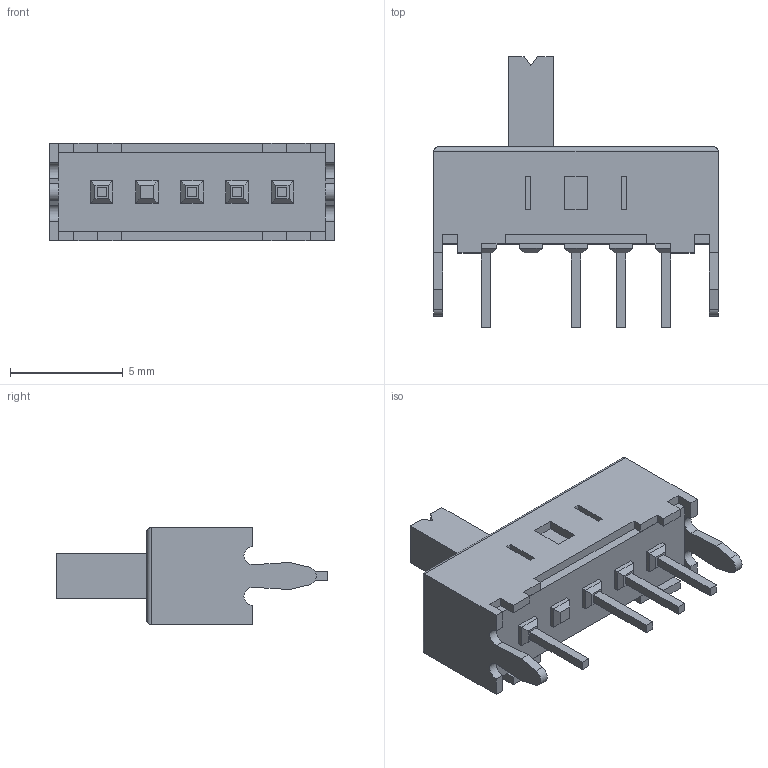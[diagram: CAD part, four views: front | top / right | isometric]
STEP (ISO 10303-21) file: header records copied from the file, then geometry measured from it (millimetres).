
FILE_DESCRIPTION (( 'STEP AP203' ), '1' );
FILE_NAME ('12.6mm Switch.STEP', '2020-05-14T23:05:51', ( '' ), ( '' ), 'SwSTEP 2.0', 'SolidWorks 2019', '' );
FILE_SCHEMA (( 'CONFIG_CONTROL_DESIGN' ));
Length unit declared in the file: millimetre
Products named in the file (1): 12.6mm Switch
Bounding box: 12.6 x 12 x 4.3 mm (x, y, z)
Volume: 247.8 mm3; surface area: 360.3 mm2
Topology: 1 solids, 1 shells, 169 faces, 423 edges, 272 vertices
Faces by surface type: plane 159, cylinder 10
Entity records: 4990 total; most frequent: CARTESIAN_POINT 877, ORIENTED_EDGE 846, DIRECTION 775, EDGE_CURVE 423, LINE 403, VECTOR 403, VERTEX_POINT 272, AXIS2_PLACEMENT_3D 186
